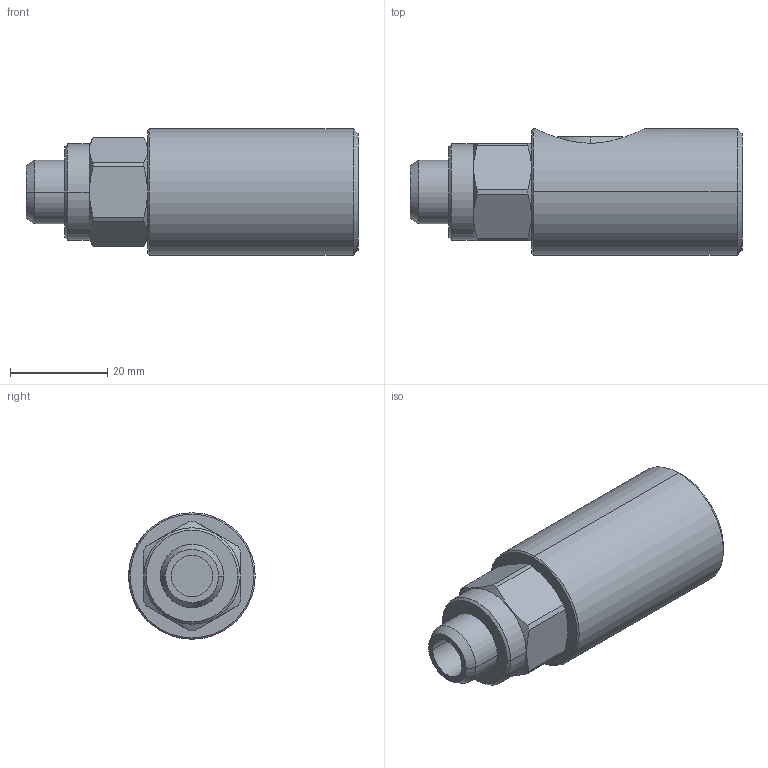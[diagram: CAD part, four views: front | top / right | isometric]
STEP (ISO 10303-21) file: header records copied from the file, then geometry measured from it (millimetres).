
FILE_DESCRIPTION (( 'STEP AP203' ), '1' );
FILE_NAME ('07460002.STEP', '2011-07-04T16:24:44', ( 'SP' ), ( 'sopra-pneumatic' ), 'SwSTEP 2.0', 'SolidWorks 2011', '' );
FILE_SCHEMA (( 'CONFIG_CONTROL_DESIGN' ));
Length unit declared in the file: millimetre
Products named in the file (1): 07460002
Bounding box: 68.2 x 26 x 26 mm (x, y, z)
Volume: 27024.2 mm3; surface area: 7637.4 mm2
Topology: 1 solids, 2 shells, 174 faces, 449 edges, 284 vertices
Faces by surface type: cylinder 66, cone 52, plane 46, sphere 10
Entity records: 6586 total; most frequent: CARTESIAN_POINT 2320, ORIENTED_EDGE 898, DIRECTION 856, EDGE_CURVE 449, AXIS2_PLACEMENT_3D 347, VERTEX_POINT 284, EDGE_LOOP 195, ADVANCED_FACE 174
